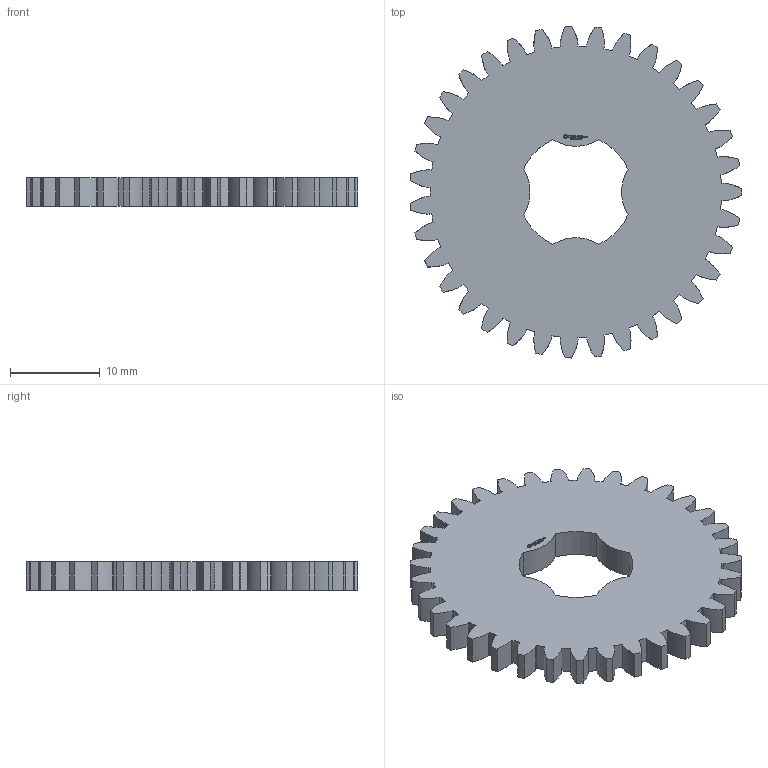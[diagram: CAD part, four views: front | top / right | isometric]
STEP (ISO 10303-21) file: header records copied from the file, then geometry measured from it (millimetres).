
FILE_DESCRIPTION(('FreeCAD Model'),'2;1');
FILE_NAME('Open CASCADE Shape Model','2024-03-09T19:44:29',(''),(''), 'Open CASCADE STEP processor 7.6','FreeCAD','Unknown');
FILE_SCHEMA(('AUTOMOTIVE_DESIGN { 1 0 10303 214 1 1 1 1 }'));
Products named in the file (1): Gear Wheel PLN TTH35 BU00.25 SFT-SHD - SPN-GWH-0117 (stemfie.org)
Bounding box: 36.95 x 36.99 x 3.12 mm (x, y, z)
Volume: 2631.7 mm3; surface area: 2520.4 mm2
Topology: 1 solids, 1 shells, 642 faces, 1833 edges, 1222 vertices
Faces by surface type: plane 330, extrusion 304, cylinder 8
Entity records: 55423 total; most frequent: CARTESIAN_POINT 16374, DIRECTION 5281, VECTOR 4555, LINE 4251, ORIENTED_EDGE 3666, PCURVE 3666, DEFINITIONAL_REPRESENTATION 3666, EDGE_CURVE 1833
